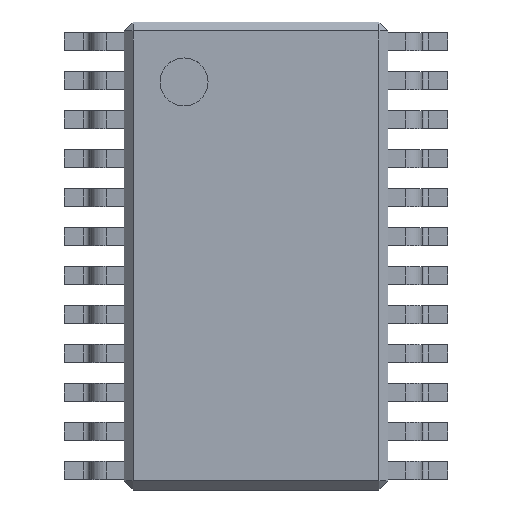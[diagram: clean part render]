
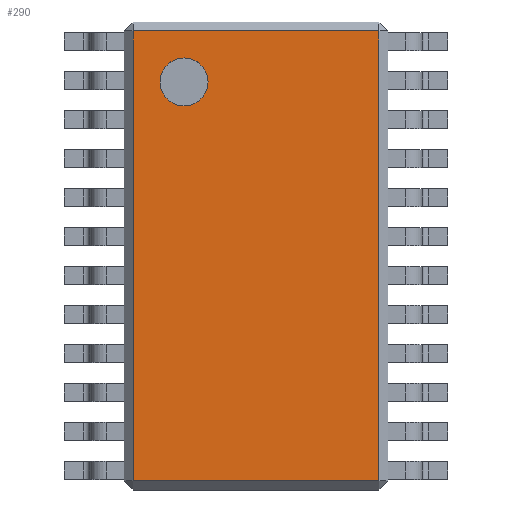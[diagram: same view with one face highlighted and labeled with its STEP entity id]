
A CAD part, top view. The second image highlights one B-rep face of the part: STEP entity #290.
In plain terms, the highlighted planar face has unit normal (0, 0, 1).
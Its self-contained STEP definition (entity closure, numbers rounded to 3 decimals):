
#13=DIRECTION('',(0.,0.,1.));
#14=DIRECTION('',(1.,0.,0.));
#87=VECTOR('',#88,1.);
#88=DIRECTION('',(0.,1.,0.));
#162=VERTEX_POINT('',#163);
#163=CARTESIAN_POINT('',(-2.05,-3.75,1.2));
#171=VERTEX_POINT('',#172);
#172=CARTESIAN_POINT('',(-2.05,3.75,1.2));
#177=ORIENTED_EDGE('',*,*,#178,.F.);
#178=EDGE_CURVE('',#162,#171,#179,.T.);
#179=LINE('',#180,#87);
#180=CARTESIAN_POINT('',(-2.05,-3.9,1.2));
#247=VECTOR('',#14,1.);
#290=ADVANCED_FACE('',(#291,#309),#318,.T.);
#291=FACE_BOUND('',#292,.T.);
#292=EDGE_LOOP('',(#177,#293,#299,#305));
#293=ORIENTED_EDGE('',*,*,#294,.T.);
#294=EDGE_CURVE('',#162,#295,#297,.T.);
#295=VERTEX_POINT('',#296);
#296=CARTESIAN_POINT('',(2.05,-3.75,1.2));
#297=LINE('',#298,#247);
#298=CARTESIAN_POINT('',(-2.2,-3.75,1.2));
#299=ORIENTED_EDGE('',*,*,#300,.T.);
#300=EDGE_CURVE('',#295,#301,#303,.T.);
#301=VERTEX_POINT('',#302);
#302=CARTESIAN_POINT('',(2.05,3.75,1.2));
#303=LINE('',#304,#87);
#304=CARTESIAN_POINT('',(2.05,-3.9,1.2));
#305=ORIENTED_EDGE('',*,*,#306,.F.);
#306=EDGE_CURVE('',#171,#301,#307,.T.);
#307=LINE('',#308,#247);
#308=CARTESIAN_POINT('',(-2.2,3.75,1.2));
#309=FACE_BOUND('',#310,.T.);
#310=EDGE_LOOP('',(#311));
#311=ORIENTED_EDGE('',*,*,#312,.F.);
#312=EDGE_CURVE('',#313,#313,#315,.T.);
#313=VERTEX_POINT('',#314);
#314=CARTESIAN_POINT('',(-0.8,2.9,1.2));
#315=CIRCLE('',#316,0.4);
#316=AXIS2_PLACEMENT_3D('',#317,#13,#14);
#317=CARTESIAN_POINT('',(-1.2,2.9,1.2));
#318=PLANE('',#319);
#319=AXIS2_PLACEMENT_3D('',#320,#13,#14);
#320=CARTESIAN_POINT('',(-2.2,-3.9,1.2));
